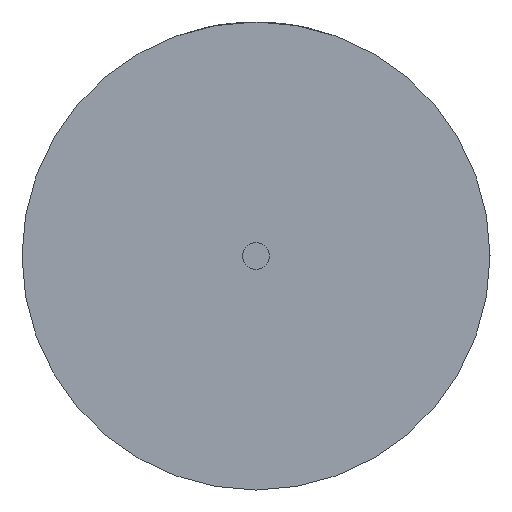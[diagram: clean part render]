
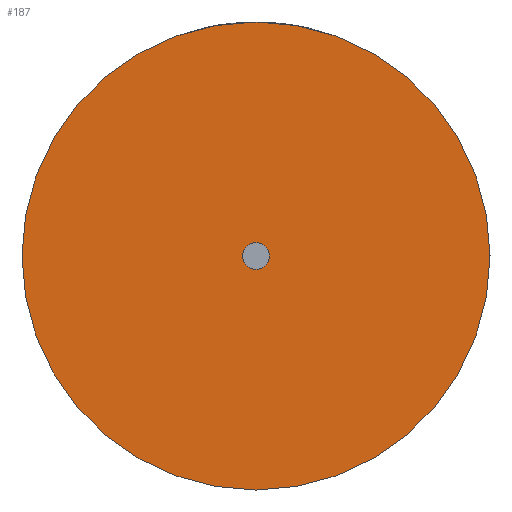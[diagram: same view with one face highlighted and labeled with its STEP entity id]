
A CAD part, left-side view. The second image highlights one B-rep face of the part: STEP entity #187.
In plain terms, the highlighted planar face has unit normal (-1, 0, 0).
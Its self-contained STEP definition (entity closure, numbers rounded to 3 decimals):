
#6 = DIRECTION ( 'NONE',  ( -1., 0., 0. ) ) ;
#36 = CARTESIAN_POINT ( 'NONE',  ( -0.005, 0., 0. ) ) ;
#39 = CARTESIAN_POINT ( 'NONE',  ( -0.005, 0., 0. ) ) ;
#41 = EDGE_CURVE ( 'NONE', #2118, #3226, #3023, .T. ) ;
#75 = AXIS2_PLACEMENT_3D ( 'NONE', #1688, #2964, #1127 ) ;
#187 = ADVANCED_FACE ( 'NONE', ( #829, #2461 ), #1159, .T. ) ;
#248 = CIRCLE ( 'NONE', #75, 7. ) ;
#266 = DIRECTION ( 'NONE',  ( 0., 0., 1. ) ) ;
#285 = DIRECTION ( 'NONE',  ( 0., 0., 1. ) ) ;
#348 = CARTESIAN_POINT ( 'NONE',  ( -0.005, 0., -7. ) ) ;
#547 = DIRECTION ( 'NONE',  ( -1., 0., 0. ) ) ;
#568 = VERTEX_POINT ( 'NONE', #1599 ) ;
#600 = CARTESIAN_POINT ( 'NONE',  ( -0.005, 0., 0.4 ) ) ;
#679 = EDGE_CURVE ( 'NONE', #3226, #2118, #1600, .T. ) ;
#793 = CARTESIAN_POINT ( 'NONE',  ( -0.005, 0., -0.4 ) ) ;
#829 = FACE_OUTER_BOUND ( 'NONE', #3075, .T. ) ;
#880 = DIRECTION ( 'NONE',  ( 0., 0., 1. ) ) ;
#1114 = ORIENTED_EDGE ( 'NONE', *, *, #1802, .T. ) ;
#1127 = DIRECTION ( 'NONE',  ( 0., 0., 1. ) ) ;
#1159 = PLANE ( 'NONE',  #2150 ) ;
#1413 = DIRECTION ( 'NONE',  ( -1., 0., 0. ) ) ;
#1540 = AXIS2_PLACEMENT_3D ( 'NONE', #39, #6, #266 ) ;
#1599 = CARTESIAN_POINT ( 'NONE',  ( -0.005, 0., 7. ) ) ;
#1600 = CIRCLE ( 'NONE', #1944, 0.4 ) ;
#1688 = CARTESIAN_POINT ( 'NONE',  ( -0.005, 0., 0. ) ) ;
#1802 = EDGE_CURVE ( 'NONE', #2285, #568, #248, .T. ) ;
#1944 = AXIS2_PLACEMENT_3D ( 'NONE', #3102, #547, #285 ) ;
#2049 = EDGE_LOOP ( 'NONE', ( #2079, #2194 ) ) ;
#2079 = ORIENTED_EDGE ( 'NONE', *, *, #41, .F. ) ;
#2118 = VERTEX_POINT ( 'NONE', #793 ) ;
#2150 = AXIS2_PLACEMENT_3D ( 'NONE', #3002, #1413, #880 ) ;
#2194 = ORIENTED_EDGE ( 'NONE', *, *, #679, .F. ) ;
#2195 = CIRCLE ( 'NONE', #2919, 7. ) ;
#2285 = VERTEX_POINT ( 'NONE', #348 ) ;
#2319 = DIRECTION ( 'NONE',  ( -1., 0., 0. ) ) ;
#2461 = FACE_BOUND ( 'NONE', #2049, .T. ) ;
#2491 = EDGE_CURVE ( 'NONE', #568, #2285, #2195, .T. ) ;
#2574 = DIRECTION ( 'NONE',  ( 0., 0., 1. ) ) ;
#2919 = AXIS2_PLACEMENT_3D ( 'NONE', #36, #2319, #2574 ) ;
#2964 = DIRECTION ( 'NONE',  ( -1., 0., 0. ) ) ;
#3002 = CARTESIAN_POINT ( 'NONE',  ( -0.005, 0., 0. ) ) ;
#3023 = CIRCLE ( 'NONE', #1540, 0.4 ) ;
#3075 = EDGE_LOOP ( 'NONE', ( #1114, #3279 ) ) ;
#3102 = CARTESIAN_POINT ( 'NONE',  ( -0.005, 0., 0. ) ) ;
#3226 = VERTEX_POINT ( 'NONE', #600 ) ;
#3279 = ORIENTED_EDGE ( 'NONE', *, *, #2491, .T. ) ;
